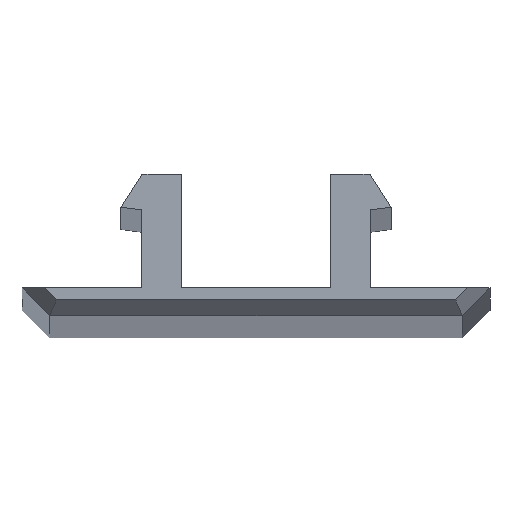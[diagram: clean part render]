
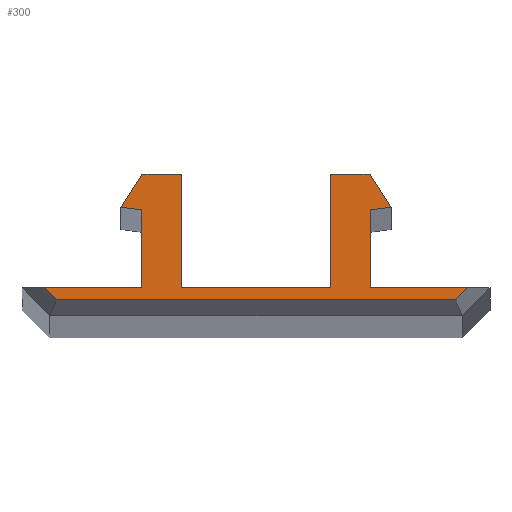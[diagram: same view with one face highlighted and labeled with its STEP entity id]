
A CAD part, top view. The second image highlights one B-rep face of the part: STEP entity #300.
In plain terms, the highlighted planar face has unit normal (0, 0, 1).
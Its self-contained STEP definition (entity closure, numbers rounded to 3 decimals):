
#1 = DIRECTION ( 'NONE',  ( 0., 0., 1. ) ) ;
#4 = VERTEX_POINT ( 'NONE', #360 ) ;
#16 = DIRECTION ( 'NONE',  ( 0., -1., 0. ) ) ;
#22 = LINE ( 'NONE', #123, #441 ) ;
#26 = LINE ( 'NONE', #494, #701 ) ;
#29 = DIRECTION ( 'NONE',  ( -1., 0., 0. ) ) ;
#30 = CARTESIAN_POINT ( 'NONE',  ( 5.077, 0.4, 325. ) ) ;
#32 = EDGE_CURVE ( 'NONE', #535, #391, #299, .T. ) ;
#37 = ORIENTED_EDGE ( 'NONE', *, *, #559, .T. ) ;
#38 = CARTESIAN_POINT ( 'NONE',  ( -1.9, 0., 325. ) ) ;
#40 = VERTEX_POINT ( 'NONE', #133 ) ;
#60 = VERTEX_POINT ( 'NONE', #481 ) ;
#70 = CARTESIAN_POINT ( 'NONE',  ( 0., 3.601, 325. ) ) ;
#73 = DIRECTION ( 'NONE',  ( 1., 0., 0. ) ) ;
#75 = ORIENTED_EDGE ( 'NONE', *, *, #436, .F. ) ;
#85 = ORIENTED_EDGE ( 'NONE', *, *, #683, .F. ) ;
#93 = EDGE_CURVE ( 'NONE', #40, #192, #128, .T. ) ;
#106 = CARTESIAN_POINT ( 'NONE',  ( -3.692, 2.362, 325. ) ) ;
#115 = CARTESIAN_POINT ( 'NONE',  ( -2.339, -2.339, 325. ) ) ;
#117 = ORIENTED_EDGE ( 'NONE', *, *, #385, .T. ) ;
#122 = CARTESIAN_POINT ( 'NONE',  ( -1.9, 0.707, 325. ) ) ;
#123 = CARTESIAN_POINT ( 'NONE',  ( 2.339, -2.339, 325. ) ) ;
#125 = EDGE_CURVE ( 'NONE', #4, #535, #610, .T. ) ;
#128 = LINE ( 'NONE', #597, #421 ) ;
#133 = CARTESIAN_POINT ( 'NONE',  ( -5.077, 0.4, 325. ) ) ;
#149 = CARTESIAN_POINT ( 'NONE',  ( 5.384, 0.707, 325. ) ) ;
#176 = VECTOR ( 'NONE', #601, 1000. ) ;
#178 = CARTESIAN_POINT ( 'NONE',  ( 3.438, 2.76, 325. ) ) ;
#181 = DIRECTION ( 'NONE',  ( -1., 0., 0. ) ) ;
#186 = LINE ( 'NONE', #643, #309 ) ;
#192 = VERTEX_POINT ( 'NONE', #30 ) ;
#197 = ORIENTED_EDGE ( 'NONE', *, *, #125, .T. ) ;
#199 = CARTESIAN_POINT ( 'NONE',  ( 0.299, 2.268, 325. ) ) ;
#200 = CARTESIAN_POINT ( 'NONE',  ( -0.299, 2.268, 325. ) ) ;
#202 = CARTESIAN_POINT ( 'NONE',  ( -2.9, 0., 325. ) ) ;
#206 = LINE ( 'NONE', #607, #341 ) ;
#208 = VERTEX_POINT ( 'NONE', #503 ) ;
#211 = ORIENTED_EDGE ( 'NONE', *, *, #483, .F. ) ;
#217 = EDGE_CURVE ( 'NONE', #423, #602, #390, .T. ) ;
#222 = LINE ( 'NONE', #106, #516 ) ;
#227 = DIRECTION ( 'NONE',  ( 0.707, -0.707, 0. ) ) ;
#234 = CARTESIAN_POINT ( 'NONE',  ( 1.9, 3.601, 325. ) ) ;
#235 = LINE ( 'NONE', #115, #734 ) ;
#249 = AXIS2_PLACEMENT_3D ( 'NONE', #288, #1, #679 ) ;
#252 = DIRECTION ( 'NONE',  ( 0.707, 0.707, 0. ) ) ;
#267 = EDGE_CURVE ( 'NONE', #669, #4, #684, .T. ) ;
#272 = ORIENTED_EDGE ( 'NONE', *, *, #540, .T. ) ;
#273 = EDGE_CURVE ( 'NONE', #60, #583, #222, .T. ) ;
#279 = CARTESIAN_POINT ( 'NONE',  ( 2.9, 3.601, 325. ) ) ;
#288 = CARTESIAN_POINT ( 'NONE',  ( 0., 0., 325. ) ) ;
#290 = VERTEX_POINT ( 'NONE', #279 ) ;
#299 = LINE ( 'NONE', #200, #451 ) ;
#300 = ADVANCED_FACE ( 'NONE', ( #568 ), #572, .T. ) ;
#301 = LINE ( 'NONE', #199, #600 ) ;
#309 = VECTOR ( 'NONE', #429, 1000. ) ;
#317 = DIRECTION ( 'NONE',  ( 0., 1., 0. ) ) ;
#321 = ORIENTED_EDGE ( 'NONE', *, *, #614, .T. ) ;
#322 = CARTESIAN_POINT ( 'NONE',  ( 2.9, 0., 325. ) ) ;
#328 = VERTEX_POINT ( 'NONE', #234 ) ;
#335 = LINE ( 'NONE', #582, #416 ) ;
#341 = VECTOR ( 'NONE', #29, 1000. ) ;
#358 = CARTESIAN_POINT ( 'NONE',  ( 2.9, 2.689, 325. ) ) ;
#360 = CARTESIAN_POINT ( 'NONE',  ( 2.9, 0.707, 325. ) ) ;
#363 = CARTESIAN_POINT ( 'NONE',  ( -2.9, 2.689, 325. ) ) ;
#372 = LINE ( 'NONE', #717, #176 ) ;
#385 = EDGE_CURVE ( 'NONE', #439, #40, #235, .T. ) ;
#390 = LINE ( 'NONE', #38, #741 ) ;
#391 = VERTEX_POINT ( 'NONE', #178 ) ;
#400 = CARTESIAN_POINT ( 'NONE',  ( 0., 0.707, 325. ) ) ;
#413 = CARTESIAN_POINT ( 'NONE',  ( -5.384, 0.707, 325. ) ) ;
#415 = LINE ( 'NONE', #70, #567 ) ;
#416 = VECTOR ( 'NONE', #564, 1000. ) ;
#421 = VECTOR ( 'NONE', #73, 1000. ) ;
#423 = VERTEX_POINT ( 'NONE', #524 ) ;
#429 = DIRECTION ( 'NONE',  ( 1., 0., 0. ) ) ;
#436 = EDGE_CURVE ( 'NONE', #583, #423, #335, .T. ) ;
#439 = VERTEX_POINT ( 'NONE', #413 ) ;
#441 = VECTOR ( 'NONE', #252, 1000. ) ;
#451 = VECTOR ( 'NONE', #542, 1000. ) ;
#459 = VECTOR ( 'NONE', #724, 1000. ) ;
#481 = CARTESIAN_POINT ( 'NONE',  ( -3.438, 2.76, 325. ) ) ;
#482 = ORIENTED_EDGE ( 'NONE', *, *, #217, .F. ) ;
#483 = EDGE_CURVE ( 'NONE', #500, #60, #301, .T. ) ;
#488 = EDGE_CURVE ( 'NONE', #391, #290, #372, .T. ) ;
#494 = CARTESIAN_POINT ( 'NONE',  ( 1.9, 0., 325. ) ) ;
#500 = VERTEX_POINT ( 'NONE', #363 ) ;
#503 = CARTESIAN_POINT ( 'NONE',  ( -2.9, 0.707, 325. ) ) ;
#509 = ORIENTED_EDGE ( 'NONE', *, *, #273, .F. ) ;
#511 = EDGE_CURVE ( 'NONE', #439, #208, #186, .T. ) ;
#516 = VECTOR ( 'NONE', #626, 1000. ) ;
#524 = CARTESIAN_POINT ( 'NONE',  ( -1.9, 3.601, 325. ) ) ;
#535 = VERTEX_POINT ( 'NONE', #358 ) ;
#540 = EDGE_CURVE ( 'NONE', #328, #547, #26, .T. ) ;
#542 = DIRECTION ( 'NONE',  ( 0.991, 0.131, 0. ) ) ;
#547 = VERTEX_POINT ( 'NONE', #588 ) ;
#548 = LINE ( 'NONE', #202, #696 ) ;
#549 = DIRECTION ( 'NONE',  ( 0., -1., 0. ) ) ;
#550 = ORIENTED_EDGE ( 'NONE', *, *, #32, .T. ) ;
#559 = EDGE_CURVE ( 'NONE', #192, #669, #22, .T. ) ;
#562 = ORIENTED_EDGE ( 'NONE', *, *, #511, .F. ) ;
#564 = DIRECTION ( 'NONE',  ( 1., 0., 0. ) ) ;
#567 = VECTOR ( 'NONE', #181, 1000. ) ;
#568 = FACE_OUTER_BOUND ( 'NONE', #632, .T. ) ;
#572 = PLANE ( 'NONE',  #249 ) ;
#582 = CARTESIAN_POINT ( 'NONE',  ( 0., 3.601, 325. ) ) ;
#583 = VERTEX_POINT ( 'NONE', #650 ) ;
#586 = DIRECTION ( 'NONE',  ( -0.991, 0.131, 0. ) ) ;
#588 = CARTESIAN_POINT ( 'NONE',  ( 1.9, 0.707, 325. ) ) ;
#597 = CARTESIAN_POINT ( 'NONE',  ( 5.243, 0.4, 325. ) ) ;
#600 = VECTOR ( 'NONE', #586, 1000. ) ;
#601 = DIRECTION ( 'NONE',  ( -0.539, 0.842, 0. ) ) ;
#602 = VERTEX_POINT ( 'NONE', #122 ) ;
#607 = CARTESIAN_POINT ( 'NONE',  ( 0., 0.707, 325. ) ) ;
#610 = LINE ( 'NONE', #322, #459 ) ;
#611 = ORIENTED_EDGE ( 'NONE', *, *, #488, .T. ) ;
#614 = EDGE_CURVE ( 'NONE', #290, #328, #415, .T. ) ;
#626 = DIRECTION ( 'NONE',  ( 0.539, 0.842, 0. ) ) ;
#632 = EDGE_LOOP ( 'NONE', ( #562, #117, #742, #37, #737, #197, #550, #611, #321, #272, #685, #482, #75, #509, #211, #85 ) ) ;
#634 = DIRECTION ( 'NONE',  ( -1., 0., 0. ) ) ;
#643 = CARTESIAN_POINT ( 'NONE',  ( 0., 0.707, 325. ) ) ;
#644 = EDGE_CURVE ( 'NONE', #547, #602, #206, .T. ) ;
#650 = CARTESIAN_POINT ( 'NONE',  ( -2.9, 3.601, 325. ) ) ;
#669 = VERTEX_POINT ( 'NONE', #149 ) ;
#679 = DIRECTION ( 'NONE',  ( 1., 0., 0. ) ) ;
#683 = EDGE_CURVE ( 'NONE', #208, #500, #548, .T. ) ;
#684 = LINE ( 'NONE', #400, #704 ) ;
#685 = ORIENTED_EDGE ( 'NONE', *, *, #644, .T. ) ;
#696 = VECTOR ( 'NONE', #317, 1000. ) ;
#701 = VECTOR ( 'NONE', #16, 1000. ) ;
#704 = VECTOR ( 'NONE', #634, 1000. ) ;
#717 = CARTESIAN_POINT ( 'NONE',  ( 3.692, 2.362, 325. ) ) ;
#724 = DIRECTION ( 'NONE',  ( 0., 1., 0. ) ) ;
#734 = VECTOR ( 'NONE', #227, 1000. ) ;
#737 = ORIENTED_EDGE ( 'NONE', *, *, #267, .T. ) ;
#741 = VECTOR ( 'NONE', #549, 1000. ) ;
#742 = ORIENTED_EDGE ( 'NONE', *, *, #93, .T. ) ;
